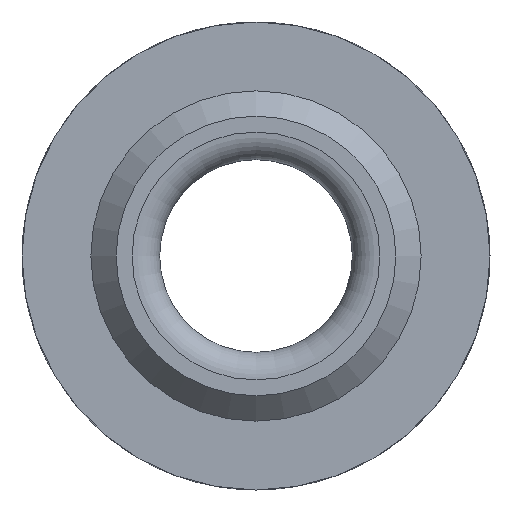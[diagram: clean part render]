
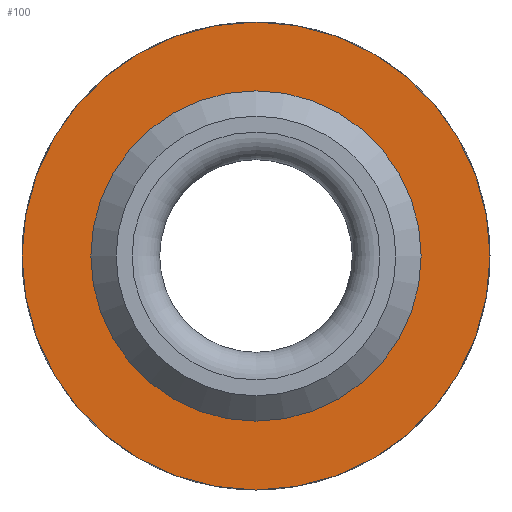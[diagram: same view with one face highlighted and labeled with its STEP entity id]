
A CAD part, left-side view. The second image highlights one B-rep face of the part: STEP entity #100.
In plain terms, the highlighted planar face has unit normal (-1, 0, 0).
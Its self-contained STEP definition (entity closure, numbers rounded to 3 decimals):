
#100 = ADVANCED_FACE( '', ( #191, #192 ), #193, .F. );
#191 = FACE_OUTER_BOUND( '', #316, .T. );
#192 = FACE_BOUND( '', #317, .T. );
#193 = PLANE( '', #318 );
#316 = EDGE_LOOP( '', ( #580 ) );
#317 = EDGE_LOOP( '', ( #581 ) );
#318 = AXIS2_PLACEMENT_3D( '', #582, #583, #584 );
#580 = ORIENTED_EDGE( '', *, *, #776, .F. );
#581 = ORIENTED_EDGE( '', *, *, #813, .T. );
#582 = CARTESIAN_POINT( '', ( -5.75, 6., 0. ) );
#583 = DIRECTION( '', ( 1., 0., 0. ) );
#584 = DIRECTION( '', ( 0., 0., -1. ) );
#776 = EDGE_CURVE( '', #912, #912, #913, .T. );
#813 = EDGE_CURVE( '', #974, #974, #975, .T. );
#912 = VERTEX_POINT( '', #1180 );
#913 = CIRCLE( '', #1181, 8.5 );
#974 = VERTEX_POINT( '', #1272 );
#975 = CIRCLE( '', #1273, 6. );
#1180 = CARTESIAN_POINT( '', ( -5.75, 0., -8.5 ) );
#1181 = AXIS2_PLACEMENT_3D( '', #1371, #1372, #1373 );
#1272 = CARTESIAN_POINT( '', ( -5.75, 0., -6. ) );
#1273 = AXIS2_PLACEMENT_3D( '', #1436, #1437, #1438 );
#1371 = CARTESIAN_POINT( '', ( -5.75, 0., 0. ) );
#1372 = DIRECTION( '', ( 1., 0., 0. ) );
#1373 = DIRECTION( '', ( 0., 0., -1. ) );
#1436 = CARTESIAN_POINT( '', ( -5.75, 0., 0. ) );
#1437 = DIRECTION( '', ( 1., 0., 0. ) );
#1438 = DIRECTION( '', ( 0., 0., -1. ) );
